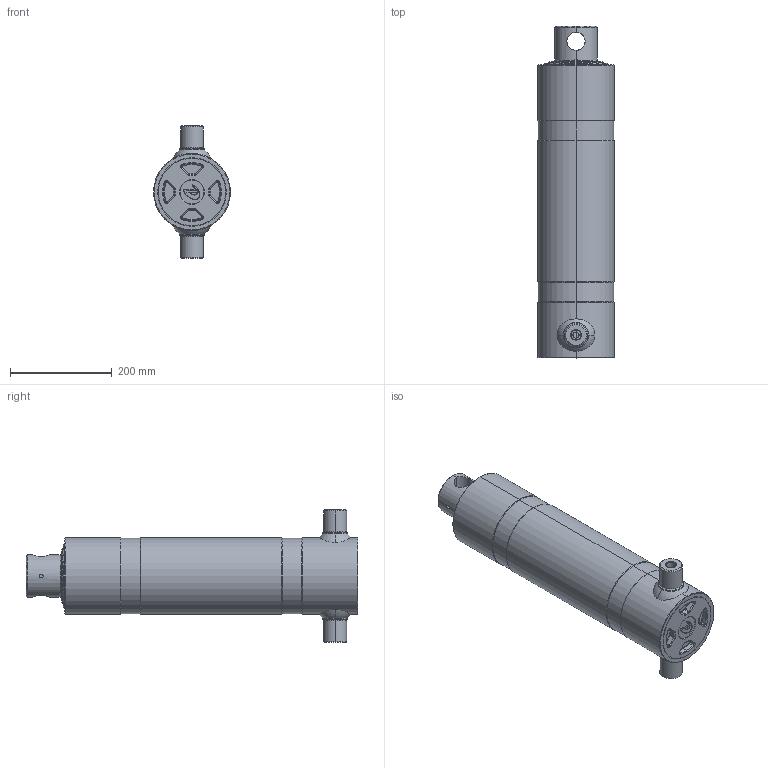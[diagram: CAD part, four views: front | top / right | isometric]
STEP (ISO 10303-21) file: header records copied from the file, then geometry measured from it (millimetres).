
FILE_DESCRIPTION (( 'STEP AP203' ), '1' );
FILE_NAME ('315.B.STEP', '2014-10-14T12:20:42', ( '' ), ( '' ), 'SwSTEP 2.0', 'SolidWorks 2013', '' );
FILE_SCHEMA (( 'CONFIG_CONTROL_DESIGN' ));
Length unit declared in the file: millimetre
Products named in the file (1): 315.B
Bounding box: 151.5 x 654 x 260.5 mm (x, y, z)
Surface area: 900581.8 mm2 (no closed solid volume)
Topology: 0 solids, 13 shells, 255 faces, 649 edges, 399 vertices
Faces by surface type: cylinder 77, torus 74, cone 70, plane 27, bspline 7
Entity records: 9575 total; most frequent: CARTESIAN_POINT 3299, DIRECTION 1469, ORIENTED_EDGE 1151, EDGE_CURVE 647, AXIS2_PLACEMENT_3D 630, VERTEX_POINT 399, CIRCLE 381, EDGE_LOOP 269
